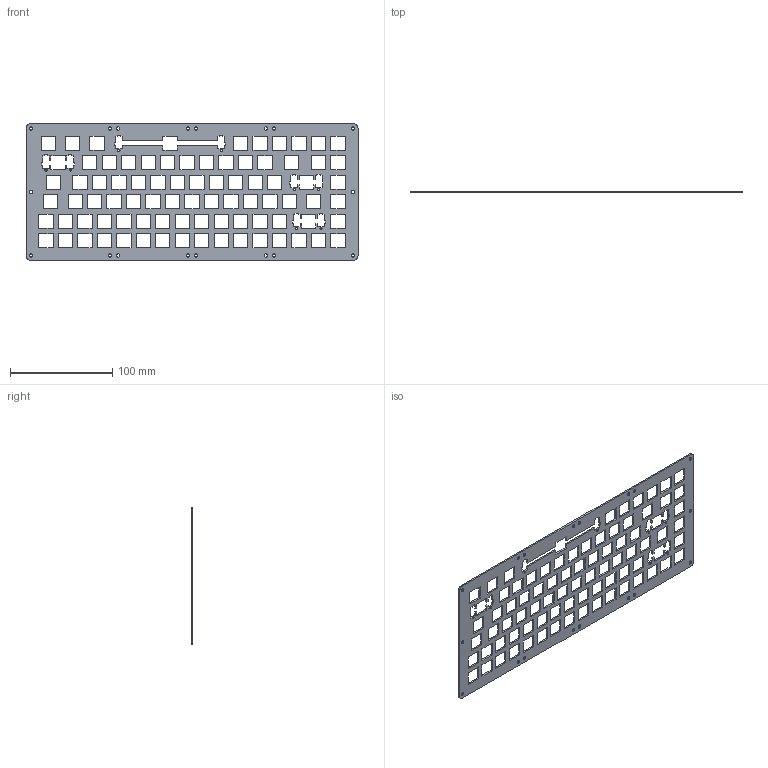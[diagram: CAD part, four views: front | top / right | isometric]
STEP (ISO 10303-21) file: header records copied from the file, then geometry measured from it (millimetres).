
FILE_DESCRIPTION(/* description */ (''),/* implementation_level */ '2;1');
FILE_NAME(/* name */ 'Bard_cnc v0.step',/* time_stamp */ '2023-02-20T18:09:29+01:00',/* author */ (''),/* organization */ (''),/* preprocessor_version */ 'ST-DEVELOPER v19.2',/* originating_system */ 'Autodesk Translation Framework v11.17.0.187',/* authorisation */ '');
FILE_SCHEMA (('AUTOMOTIVE_DESIGN { 1 0 10303 214 3 1 1 }'));
Length unit declared in the file: millimetre
Products named in the file (1): Bard_cnc
Bounding box: 324.8 x 1.5 x 134.3 mm (x, y, z)
Volume: 38749.7 mm3; surface area: 61107.4 mm2
Topology: 1 solids, 1 shells, 502 faces, 1500 edges, 1000 vertices
Faces by surface type: plane 470, cylinder 32
Full cylindrical faces by diameter (mm): 2.1 x6, 3.3 x18
Entity records: 17061 total; most frequent: CARTESIAN_POINT 3003, ORIENTED_EDGE 3000, DIRECTION 2570, EDGE_CURVE 1500, LINE 1436, VECTOR 1436, VERTEX_POINT 1000, EDGE_LOOP 722
